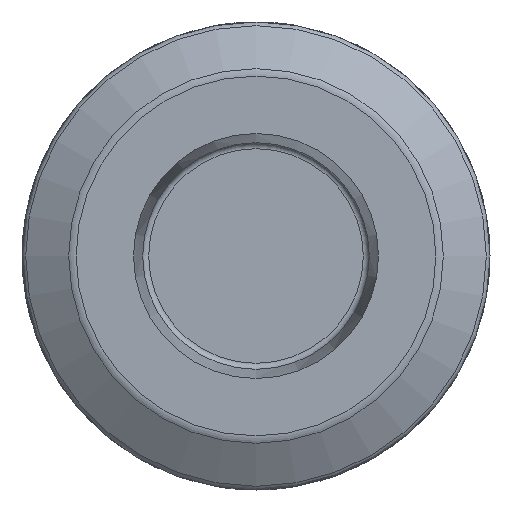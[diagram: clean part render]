
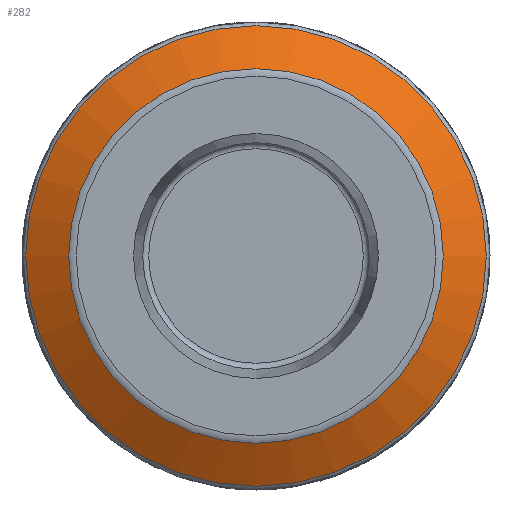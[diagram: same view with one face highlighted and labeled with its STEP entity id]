
A CAD part, left-side view. The second image highlights one B-rep face of the part: STEP entity #282.
In plain terms, the highlighted conical face has half-angle 60 degrees and reference radius 31 mm.
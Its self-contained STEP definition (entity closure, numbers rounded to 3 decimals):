
#74=CONICAL_SURFACE('',#1537,31.,60.);
#282=ADVANCED_FACE('',(#488,#489),#74,.T.);
#488=FACE_BOUND('',#613,.T.);
#489=FACE_BOUND('',#614,.T.);
#613=EDGE_LOOP('',(#981));
#614=EDGE_LOOP('',(#982));
#981=ORIENTED_EDGE('',*,*,#1309,.F.);
#982=ORIENTED_EDGE('',*,*,#1311,.T.);
#1125=VERTEX_POINT('',#2809);
#1127=VERTEX_POINT('',#2815);
#1309=EDGE_CURVE('',#1125,#1125,#1379,.T.);
#1311=EDGE_CURVE('',#1127,#1127,#1381,.T.);
#1379=CIRCLE('',#1532,31.);
#1381=CIRCLE('',#1536,25.214);
#1532=AXIS2_PLACEMENT_3D('',#2808,#1894,#1895);
#1536=AXIS2_PLACEMENT_3D('',#2814,#1902,#1903);
#1537=AXIS2_PLACEMENT_3D('',#2816,#1904,#1905);
#1894=DIRECTION('',(1.,0.,0.));
#1895=DIRECTION('',(0.,1.,0.));
#1902=DIRECTION('',(1.,0.,0.));
#1903=DIRECTION('',(0.,1.,0.));
#1904=DIRECTION('',(1.,0.,0.));
#1905=DIRECTION('',(0.,1.,0.));
#2808=CARTESIAN_POINT('',(-11.392,0.,0.));
#2809=CARTESIAN_POINT('',(-11.392,31.,0.));
#2814=CARTESIAN_POINT('',(-14.732,0.,0.));
#2815=CARTESIAN_POINT('',(-14.732,25.214,0.));
#2816=CARTESIAN_POINT('',(-11.392,0.,0.));
